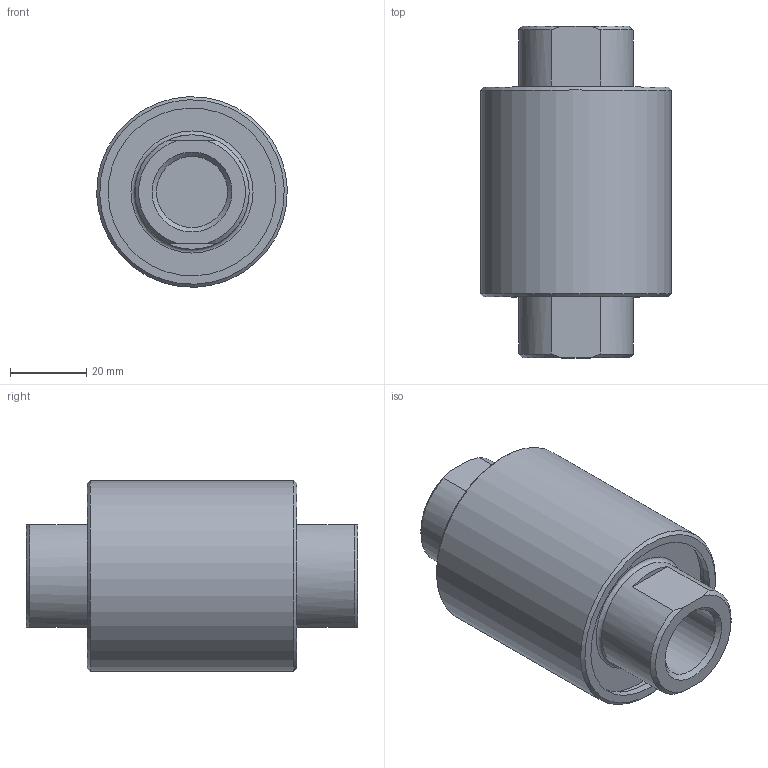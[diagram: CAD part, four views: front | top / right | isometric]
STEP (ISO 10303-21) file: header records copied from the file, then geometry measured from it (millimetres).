
FILE_DESCRIPTION(/* description */ (''),/* implementation_level */ '2;1');
FILE_NAME(/* name */ '3D_fillint1-2.stp',/* time_stamp */ '2024-05-23T12:22:34+02:00',/* author */ ('enginyeria3'),/* organization */ (''),/* preprocessor_version */ 'ST-DEVELOPER v20',/* originating_system */ 'Autodesk Inventor 2024',/* authorisation */ '');
FILE_SCHEMA (('AUTOMOTIVE_DESIGN { 1 0 10303 214 3 1 1 }'));
Length unit declared in the file: millimetre
Products named in the file (1): Pieza2
Bounding box: 49.97 x 87 x 49.97 mm (x, y, z)
Volume: 111692.3 mm3; surface area: 19832.8 mm2
Topology: 1 solids, 1 shells, 37 faces, 80 edges, 54 vertices
Faces by surface type: plane 18, cylinder 9, cone 8, torus 2
Full cylindrical faces by diameter (mm): 18.631 x2, 30 x2, 44 x2, 45.6 x2, 50 x1
Entity records: 1071 total; most frequent: DIRECTION 191, CARTESIAN_POINT 187, ORIENTED_EDGE 158, AXIS2_PLACEMENT_3D 81, EDGE_CURVE 79, VERTEX_POINT 52, EDGE_LOOP 45, CIRCLE 43
